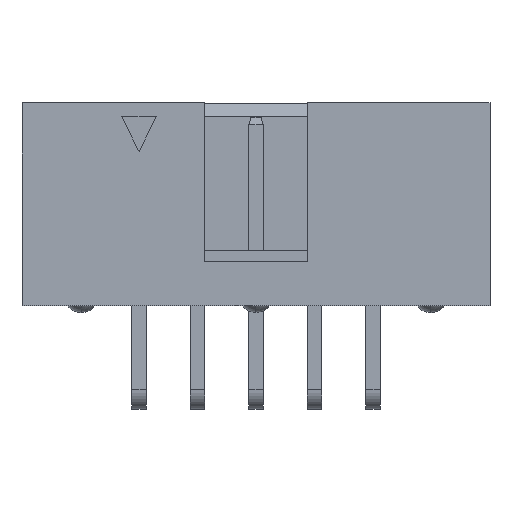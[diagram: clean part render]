
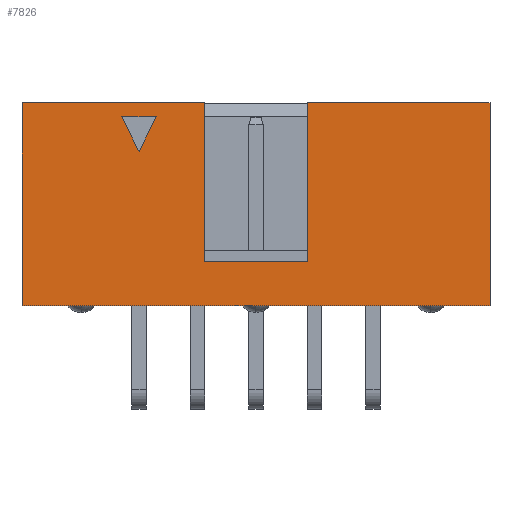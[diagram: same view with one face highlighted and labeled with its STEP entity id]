
A CAD part, top view. The second image highlights one B-rep face of the part: STEP entity #7826.
In plain terms, the highlighted planar face has unit normal (0, 0, 1).
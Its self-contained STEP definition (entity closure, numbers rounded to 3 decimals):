
#69 = VERTEX_POINT ( 'NONE', #6847 ) ;
#113 = CARTESIAN_POINT ( 'NONE',  ( 1.27, 8.8, 4.375 ) ) ;
#132 = CARTESIAN_POINT ( 'NONE',  ( -4.33, 8.2, 4.375 ) ) ;
#191 = EDGE_CURVE ( 'NONE', #8702, #7604, #8717, .T. ) ;
#218 = DIRECTION ( 'NONE',  ( 1., 0., 0. ) ) ;
#244 = ORIENTED_EDGE ( 'NONE', *, *, #6923, .F. ) ;
#271 = FACE_OUTER_BOUND ( 'NONE', #4436, .T. ) ;
#326 = EDGE_CURVE ( 'NONE', #4748, #69, #5748, .T. ) ;
#388 = LINE ( 'NONE', #113, #3407 ) ;
#411 = CARTESIAN_POINT ( 'NONE',  ( -4.33, 8.2, 4.375 ) ) ;
#521 = CARTESIAN_POINT ( 'NONE',  ( 1.27, 0., 4.375 ) ) ;
#603 = VECTOR ( 'NONE', #4094, 1000. ) ;
#653 = DIRECTION ( 'NONE',  ( 1., 0., 0. ) ) ;
#748 = ORIENTED_EDGE ( 'NONE', *, *, #191, .F. ) ;
#1163 = ORIENTED_EDGE ( 'NONE', *, *, #1691, .T. ) ;
#1218 = CARTESIAN_POINT ( 'NONE',  ( -2.25, 1.9, 4.375 ) ) ;
#1319 = VERTEX_POINT ( 'NONE', #132 ) ;
#1387 = VECTOR ( 'NONE', #653, 1000. ) ;
#1408 = EDGE_CURVE ( 'NONE', #8702, #1430, #3769, .T. ) ;
#1425 = DIRECTION ( 'NONE',  ( -1., 0., 0. ) ) ;
#1430 = VERTEX_POINT ( 'NONE', #3036 ) ;
#1691 = EDGE_CURVE ( 'NONE', #8536, #7604, #4897, .T. ) ;
#1697 = ORIENTED_EDGE ( 'NONE', *, *, #6537, .F. ) ;
#2163 = CARTESIAN_POINT ( 'NONE',  ( 10.16, 8.8, 4.375 ) ) ;
#2300 = VECTOR ( 'NONE', #7410, 1000. ) ;
#2438 = CARTESIAN_POINT ( 'NONE',  ( -2.25, 1.9, 4.375 ) ) ;
#2595 = ORIENTED_EDGE ( 'NONE', *, *, #8265, .F. ) ;
#2704 = ORIENTED_EDGE ( 'NONE', *, *, #8445, .F. ) ;
#2832 = FACE_BOUND ( 'NONE', #8442, .T. ) ;
#2911 = VECTOR ( 'NONE', #7819, 1000. ) ;
#2987 = VERTEX_POINT ( 'NONE', #6750 ) ;
#3036 = CARTESIAN_POINT ( 'NONE',  ( -10.16, 0., 4.375 ) ) ;
#3275 = LINE ( 'NONE', #2163, #5963 ) ;
#3284 = LINE ( 'NONE', #521, #603 ) ;
#3390 = LINE ( 'NONE', #1218, #5053 ) ;
#3407 = VECTOR ( 'NONE', #218, 1000. ) ;
#3408 = ORIENTED_EDGE ( 'NONE', *, *, #326, .F. ) ;
#3637 = VERTEX_POINT ( 'NONE', #6833 ) ;
#3769 = LINE ( 'NONE', #7971, #4788 ) ;
#3837 = VECTOR ( 'NONE', #6072, 1000. ) ;
#3936 = LINE ( 'NONE', #411, #3837 ) ;
#4094 = DIRECTION ( 'NONE',  ( 1., 0., 0. ) ) ;
#4319 = CARTESIAN_POINT ( 'NONE',  ( 1.27, 8.8, 4.375 ) ) ;
#4343 = DIRECTION ( 'NONE',  ( -1., 0., 0. ) ) ;
#4436 = EDGE_LOOP ( 'NONE', ( #6719, #2704, #4992, #3408, #8019, #1163, #748, #9054 ) ) ;
#4527 = CARTESIAN_POINT ( 'NONE',  ( -2.25, 1.9, 4.375 ) ) ;
#4672 = CARTESIAN_POINT ( 'NONE',  ( 2.25, 1.9, 4.375 ) ) ;
#4748 = VERTEX_POINT ( 'NONE', #8450 ) ;
#4788 = VECTOR ( 'NONE', #8731, 1000. ) ;
#4897 = LINE ( 'NONE', #2438, #2300 ) ;
#4992 = ORIENTED_EDGE ( 'NONE', *, *, #7875, .F. ) ;
#5028 = DIRECTION ( 'NONE',  ( 0., 0., -1. ) ) ;
#5050 = CARTESIAN_POINT ( 'NONE',  ( 10.16, 8.8, 4.375 ) ) ;
#5053 = VECTOR ( 'NONE', #6169, 1000. ) ;
#5060 = VERTEX_POINT ( 'NONE', #5382 ) ;
#5322 = CARTESIAN_POINT ( 'NONE',  ( -2.25, 8.8, 4.375 ) ) ;
#5382 = CARTESIAN_POINT ( 'NONE',  ( -5.83, 8.2, 4.375 ) ) ;
#5529 = VECTOR ( 'NONE', #1425, 1000. ) ;
#5748 = LINE ( 'NONE', #4672, #5853 ) ;
#5815 = PLANE ( 'NONE',  #7932 ) ;
#5853 = VECTOR ( 'NONE', #9033, 1000. ) ;
#5875 = EDGE_CURVE ( 'NONE', #1430, #2987, #3284, .T. ) ;
#5963 = VECTOR ( 'NONE', #6504, 1000. ) ;
#6072 = DIRECTION ( 'NONE',  ( 0.447, 0.894, 0. ) ) ;
#6169 = DIRECTION ( 'NONE',  ( 1., 0., 0. ) ) ;
#6350 = EDGE_CURVE ( 'NONE', #8536, #4748, #3390, .T. ) ;
#6379 = CARTESIAN_POINT ( 'NONE',  ( -5.83, 8.2, 4.375 ) ) ;
#6381 = CARTESIAN_POINT ( 'NONE',  ( -5.08, 6.7, 4.375 ) ) ;
#6504 = DIRECTION ( 'NONE',  ( 0., -1., 0. ) ) ;
#6537 = EDGE_CURVE ( 'NONE', #5060, #3637, #9138, .T. ) ;
#6632 = VERTEX_POINT ( 'NONE', #5050 ) ;
#6719 = ORIENTED_EDGE ( 'NONE', *, *, #5875, .T. ) ;
#6750 = CARTESIAN_POINT ( 'NONE',  ( 10.16, 0., 4.375 ) ) ;
#6833 = CARTESIAN_POINT ( 'NONE',  ( -5.08, 6.7, 4.375 ) ) ;
#6847 = CARTESIAN_POINT ( 'NONE',  ( 2.25, 8.8, 4.375 ) ) ;
#6923 = EDGE_CURVE ( 'NONE', #3637, #1319, #3936, .T. ) ;
#7410 = DIRECTION ( 'NONE',  ( 0., 1., 0. ) ) ;
#7444 = LINE ( 'NONE', #6379, #5529 ) ;
#7604 = VERTEX_POINT ( 'NONE', #5322 ) ;
#7785 = CARTESIAN_POINT ( 'NONE',  ( -13.97, 8.8, 4.375 ) ) ;
#7819 = DIRECTION ( 'NONE',  ( 0.447, -0.894, 0. ) ) ;
#7826 = ADVANCED_FACE ( 'NONE', ( #2832, #271 ), #5815, .F. ) ;
#7875 = EDGE_CURVE ( 'NONE', #69, #6632, #388, .T. ) ;
#7932 = AXIS2_PLACEMENT_3D ( 'NONE', #4319, #5028, #4343 ) ;
#7971 = CARTESIAN_POINT ( 'NONE',  ( -10.16, 8.8, 4.375 ) ) ;
#8019 = ORIENTED_EDGE ( 'NONE', *, *, #6350, .F. ) ;
#8265 = EDGE_CURVE ( 'NONE', #1319, #5060, #7444, .T. ) ;
#8306 = CARTESIAN_POINT ( 'NONE',  ( -10.16, 8.8, 4.375 ) ) ;
#8442 = EDGE_LOOP ( 'NONE', ( #244, #1697, #2595 ) ) ;
#8445 = EDGE_CURVE ( 'NONE', #6632, #2987, #3275, .T. ) ;
#8450 = CARTESIAN_POINT ( 'NONE',  ( 2.25, 1.9, 4.375 ) ) ;
#8536 = VERTEX_POINT ( 'NONE', #4527 ) ;
#8702 = VERTEX_POINT ( 'NONE', #8306 ) ;
#8717 = LINE ( 'NONE', #7785, #1387 ) ;
#8731 = DIRECTION ( 'NONE',  ( 0., -1., 0. ) ) ;
#9033 = DIRECTION ( 'NONE',  ( 0., 1., 0. ) ) ;
#9054 = ORIENTED_EDGE ( 'NONE', *, *, #1408, .T. ) ;
#9138 = LINE ( 'NONE', #6381, #2911 ) ;
